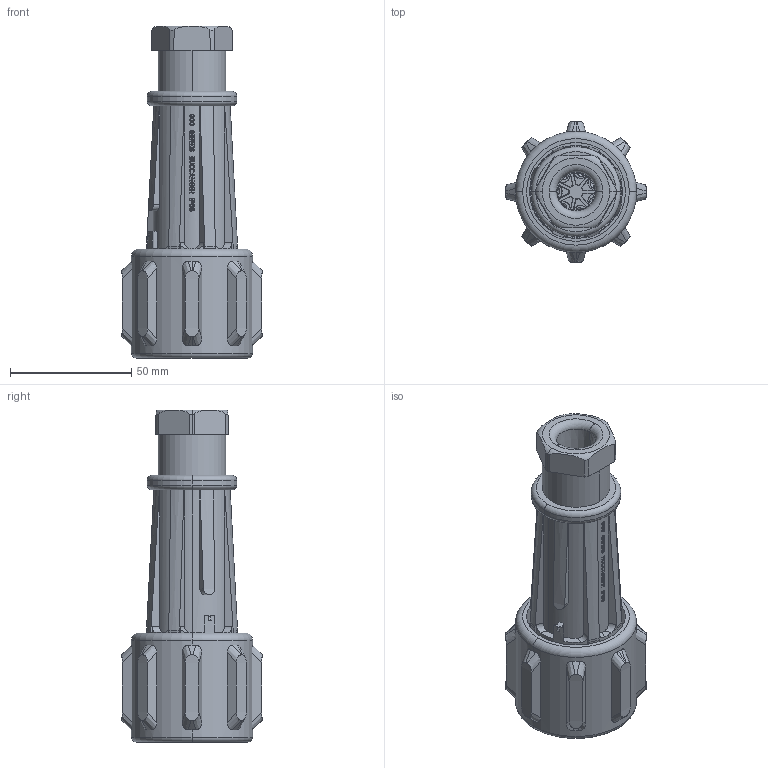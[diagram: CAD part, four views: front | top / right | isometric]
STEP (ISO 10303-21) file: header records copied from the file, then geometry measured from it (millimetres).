
FILE_DESCRIPTION(('STEP AP242'),'1');
FILE_NAME('px0911-07-p.stp','2024-02-22T07:27:37',('TraceParts'),('TraceParts S.A.'),'Spatial InterOp 3D',' ',' ');
FILE_SCHEMA(('AP242_MANAGED_MODEL_BASED_3D_ENGINEERING_MIM_LF {1 0 10303 442 1 1 4}'));
Length unit declared in the file: millimetre
Products named in the file (1): LIST_PX0911-ETC_SW0010
Bounding box: 58 x 58 x 137.1 mm (x, y, z)
Volume: 111419.5 mm3; surface area: 67212.6 mm2
Topology: 2 solids, 2 shells, 4247 faces, 11889 edges, 7882 vertices
Faces by surface type: plane 3666, cylinder 282, cone 195, bspline 53, torus 37, sphere 14
Entity records: 143273 total; most frequent: CARTESIAN_POINT 37325, ORIENTED_EDGE 23722, DIRECTION 19276, EDGE_CURVE 11861, LINE 8342, VECTOR 8342, VERTEX_POINT 7882, AXIS2_PLACEMENT_3D 5467
